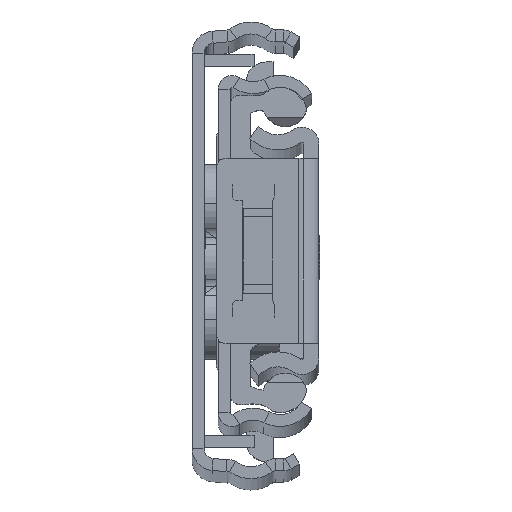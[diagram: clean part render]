
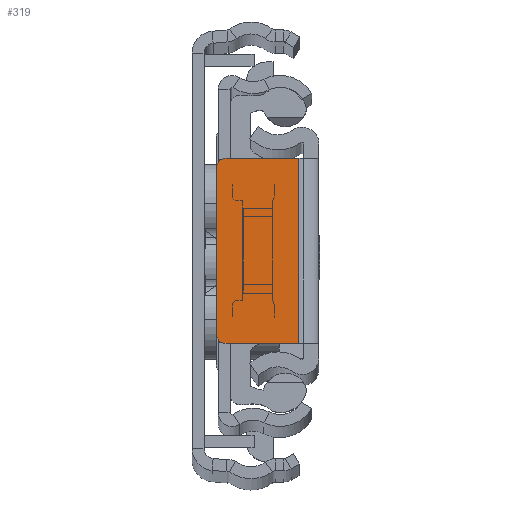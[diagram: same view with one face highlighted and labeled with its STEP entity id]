
A CAD part, top view. The second image highlights one B-rep face of the part: STEP entity #319.
In plain terms, the highlighted planar face has unit normal (0, 0, 1).
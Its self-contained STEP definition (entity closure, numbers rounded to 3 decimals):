
#271 = CARTESIAN_POINT ( 'NONE',  ( -10.3, -8.25, 0. ) ) ;
#319 = ADVANCED_FACE ( 'NONE', ( #5139 ), #6974, .F. ) ;
#441 = ORIENTED_EDGE ( 'NONE', *, *, #10511, .T. ) ;
#586 = ORIENTED_EDGE ( 'NONE', *, *, #4015, .T. ) ;
#1497 = CARTESIAN_POINT ( 'NONE',  ( 0., 0., 0. ) ) ;
#1615 = CARTESIAN_POINT ( 'NONE',  ( 0., -9.25, 0. ) ) ;
#1825 = EDGE_CURVE ( 'NONE', #3786, #20430, #8765, .T. ) ;
#1827 = CARTESIAN_POINT ( 'NONE',  ( -9.3, 9.25, 0. ) ) ;
#2835 = DIRECTION ( 'NONE',  ( -1., 0., 0. ) ) ;
#2924 = EDGE_CURVE ( 'NONE', #13870, #11011, #10239, .T. ) ;
#2962 = CARTESIAN_POINT ( 'NONE',  ( -9.3, 8.25, 0. ) ) ;
#3457 = LINE ( 'NONE', #11794, #6559 ) ;
#3737 = ORIENTED_EDGE ( 'NONE', *, *, #2924, .F. ) ;
#3786 = VERTEX_POINT ( 'NONE', #271 ) ;
#4015 = EDGE_CURVE ( 'NONE', #20430, #11011, #10288, .T. ) ;
#5139 = FACE_OUTER_BOUND ( 'NONE', #14450, .T. ) ;
#5602 = CARTESIAN_POINT ( 'NONE',  ( -9.3, -9.25, 0. ) ) ;
#5825 = CIRCLE ( 'NONE', #6204, 1. ) ;
#6204 = AXIS2_PLACEMENT_3D ( 'NONE', #2962, #20615, #11993 ) ;
#6559 = VECTOR ( 'NONE', #15461, 1000. ) ;
#6749 = DIRECTION ( 'NONE',  ( -1., 0., 0. ) ) ;
#6974 = PLANE ( 'NONE',  #14475 ) ;
#8307 = CARTESIAN_POINT ( 'NONE',  ( -10.3, 8.25, 0. ) ) ;
#8473 = DIRECTION ( 'NONE',  ( 0., 0., -1. ) ) ;
#8765 = CIRCLE ( 'NONE', #9106, 1. ) ;
#9106 = AXIS2_PLACEMENT_3D ( 'NONE', #18446, #15067, #2835 ) ;
#9623 = ORIENTED_EDGE ( 'NONE', *, *, #17418, .T. ) ;
#10003 = ORIENTED_EDGE ( 'NONE', *, *, #1825, .T. ) ;
#10075 = EDGE_CURVE ( 'NONE', #13870, #15725, #3457, .T. ) ;
#10239 = LINE ( 'NONE', #20458, #15675 ) ;
#10288 = LINE ( 'NONE', #1615, #21897 ) ;
#10361 = DIRECTION ( 'NONE',  ( 0., -1., 0. ) ) ;
#10511 = EDGE_CURVE ( 'NONE', #15725, #18094, #5825, .T. ) ;
#10535 = CARTESIAN_POINT ( 'NONE',  ( -10.3, 0., 0. ) ) ;
#10812 = CARTESIAN_POINT ( 'NONE',  ( -2., -9.25, 0. ) ) ;
#11011 = VERTEX_POINT ( 'NONE', #10812 ) ;
#11788 = LINE ( 'NONE', #10535, #13642 ) ;
#11794 = CARTESIAN_POINT ( 'NONE',  ( 0., 9.25, 0. ) ) ;
#11887 = DIRECTION ( 'NONE',  ( 1., 0., 0. ) ) ;
#11993 = DIRECTION ( 'NONE',  ( -1., 0., 0. ) ) ;
#12209 = ORIENTED_EDGE ( 'NONE', *, *, #10075, .T. ) ;
#12384 = CARTESIAN_POINT ( 'NONE',  ( -2., 9.25, 0. ) ) ;
#13642 = VECTOR ( 'NONE', #22468, 1000. ) ;
#13870 = VERTEX_POINT ( 'NONE', #12384 ) ;
#14450 = EDGE_LOOP ( 'NONE', ( #9623, #10003, #586, #3737, #12209, #441 ) ) ;
#14475 = AXIS2_PLACEMENT_3D ( 'NONE', #1497, #8473, #6749 ) ;
#15067 = DIRECTION ( 'NONE',  ( 0., 0., 1. ) ) ;
#15461 = DIRECTION ( 'NONE',  ( -1., 0., 0. ) ) ;
#15675 = VECTOR ( 'NONE', #10361, 1000. ) ;
#15725 = VERTEX_POINT ( 'NONE', #1827 ) ;
#17418 = EDGE_CURVE ( 'NONE', #18094, #3786, #11788, .T. ) ;
#18094 = VERTEX_POINT ( 'NONE', #8307 ) ;
#18446 = CARTESIAN_POINT ( 'NONE',  ( -9.3, -8.25, 0. ) ) ;
#20430 = VERTEX_POINT ( 'NONE', #5602 ) ;
#20458 = CARTESIAN_POINT ( 'NONE',  ( -2., -9.25, 0. ) ) ;
#20615 = DIRECTION ( 'NONE',  ( 0., 0., 1. ) ) ;
#21897 = VECTOR ( 'NONE', #11887, 1000. ) ;
#22468 = DIRECTION ( 'NONE',  ( 0., -1., 0. ) ) ;
